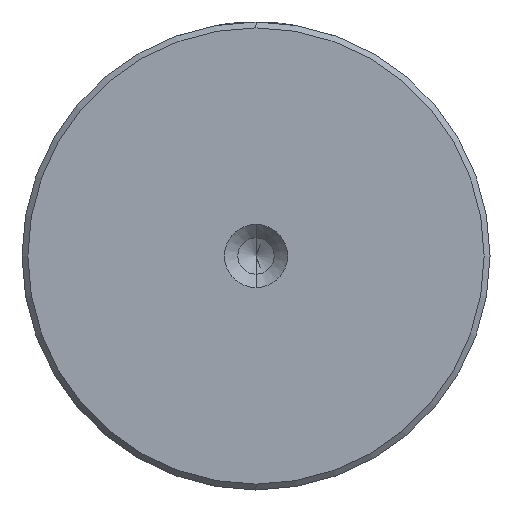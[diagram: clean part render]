
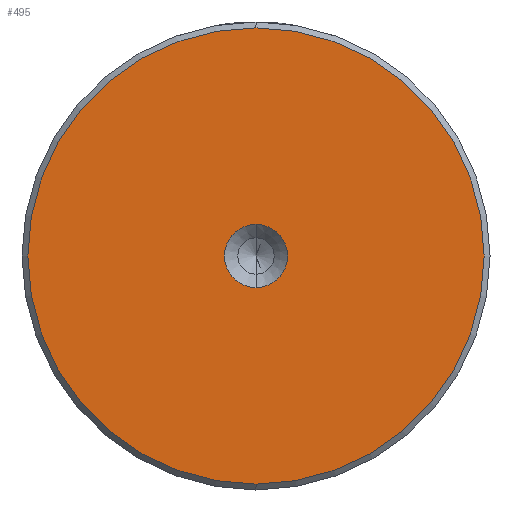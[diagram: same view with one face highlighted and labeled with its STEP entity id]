
A CAD part, left-side view. The second image highlights one B-rep face of the part: STEP entity #495.
In plain terms, the highlighted planar face has unit normal (-1, 0, 0).
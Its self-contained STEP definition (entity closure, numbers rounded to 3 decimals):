
#186 = EDGE_LOOP ( 'NONE', ( #858, #799 ) ) ;
#197 = CIRCLE ( 'NONE', #1917, 19.5 ) ;
#220 = DIRECTION ( 'NONE',  ( 0., 0., 1. ) ) ;
#227 = DIRECTION ( 'NONE',  ( -1., 0., 0. ) ) ;
#256 = CARTESIAN_POINT ( 'NONE',  ( 0., 0., -19.5 ) ) ;
#321 = PLANE ( 'NONE',  #1954 ) ;
#370 = CARTESIAN_POINT ( 'NONE',  ( 0., 0., 0. ) ) ;
#376 = EDGE_CURVE ( 'NONE', #1545, #2115, #1817, .T. ) ;
#495 = ADVANCED_FACE ( 'NONE', ( #2111, #1200 ), #321, .T. ) ;
#528 = VERTEX_POINT ( 'NONE', #2189 ) ;
#587 = EDGE_CURVE ( 'NONE', #528, #1325, #931, .T. ) ;
#600 = DIRECTION ( 'NONE',  ( 0., 0., 1. ) ) ;
#608 = DIRECTION ( 'NONE',  ( -1., 0., 0. ) ) ;
#613 = AXIS2_PLACEMENT_3D ( 'NONE', #620, #608, #600 ) ;
#620 = CARTESIAN_POINT ( 'NONE',  ( 0., 0., 0. ) ) ;
#744 = EDGE_CURVE ( 'NONE', #2115, #1545, #197, .T. ) ;
#761 = DIRECTION ( 'NONE',  ( 0., 0., 1. ) ) ;
#799 = ORIENTED_EDGE ( 'NONE', *, *, #2251, .F. ) ;
#858 = ORIENTED_EDGE ( 'NONE', *, *, #587, .F. ) ;
#931 = CIRCLE ( 'NONE', #613, 2.7 ) ;
#939 = DIRECTION ( 'NONE',  ( -1., 0., 0. ) ) ;
#950 = CARTESIAN_POINT ( 'NONE',  ( 0., 0., 0. ) ) ;
#1036 = DIRECTION ( 'NONE',  ( -1., 0., 0. ) ) ;
#1038 = CIRCLE ( 'NONE', #1939, 2.7 ) ;
#1040 = CARTESIAN_POINT ( 'NONE',  ( 0., 0., -2.7 ) ) ;
#1047 = ORIENTED_EDGE ( 'NONE', *, *, #376, .T. ) ;
#1130 = ORIENTED_EDGE ( 'NONE', *, *, #744, .T. ) ;
#1200 = FACE_BOUND ( 'NONE', #186, .T. ) ;
#1270 = CARTESIAN_POINT ( 'NONE',  ( 0., 0., 19.5 ) ) ;
#1325 = VERTEX_POINT ( 'NONE', #1040 ) ;
#1478 = DIRECTION ( 'NONE',  ( 0., 0., 1. ) ) ;
#1545 = VERTEX_POINT ( 'NONE', #1270 ) ;
#1565 = DIRECTION ( 'NONE',  ( -1., 0., 0. ) ) ;
#1576 = CARTESIAN_POINT ( 'NONE',  ( 0., 0., 0. ) ) ;
#1794 = AXIS2_PLACEMENT_3D ( 'NONE', #1576, #1565, #1478 ) ;
#1817 = CIRCLE ( 'NONE', #1794, 19.5 ) ;
#1917 = AXIS2_PLACEMENT_3D ( 'NONE', #950, #939, #761 ) ;
#1939 = AXIS2_PLACEMENT_3D ( 'NONE', #2064, #1036, #2230 ) ;
#1954 = AXIS2_PLACEMENT_3D ( 'NONE', #370, #227, #220 ) ;
#2064 = CARTESIAN_POINT ( 'NONE',  ( 0., 0., 0. ) ) ;
#2111 = FACE_OUTER_BOUND ( 'NONE', #2259, .T. ) ;
#2115 = VERTEX_POINT ( 'NONE', #256 ) ;
#2189 = CARTESIAN_POINT ( 'NONE',  ( 0., 0., 2.7 ) ) ;
#2230 = DIRECTION ( 'NONE',  ( 0., 0., 1. ) ) ;
#2251 = EDGE_CURVE ( 'NONE', #1325, #528, #1038, .T. ) ;
#2259 = EDGE_LOOP ( 'NONE', ( #1130, #1047 ) ) ;
